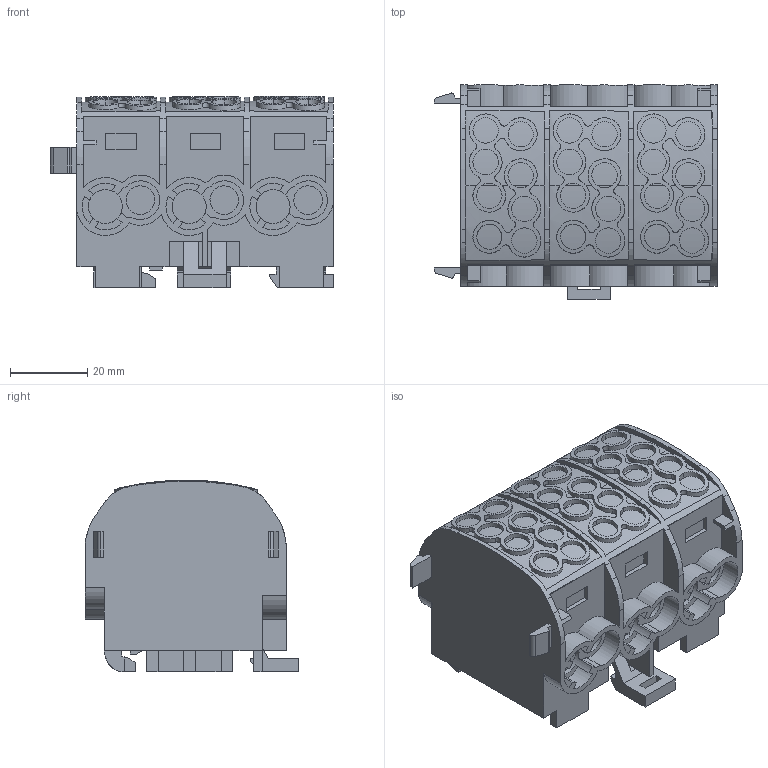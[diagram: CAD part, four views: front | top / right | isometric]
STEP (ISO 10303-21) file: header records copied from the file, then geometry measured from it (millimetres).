
FILE_DESCRIPTION(('CATIA V5 STEP Exchange','CAx-IF Rec.Pracs.--- Model Styling and Organization---1.2---2011-12-15'),'2;1');
FILE_NAME ('7878442_2', '2017-03-02T12:06:36+00:00', ('none'), ('Weidmueller'), 'CATIA Version 5-6 Release 2014', 'CATIA V5 STEP AP214', 'none');
FILE_SCHEMA(('AUTOMOTIVE_DESIGN { 1 0 10303 214 1 1 1 1 }'));
Length unit declared in the file: millimetre
Products named in the file (1): 1561740000_WPD_302_2x35-2x25_3xGY
Bounding box: 73.15 x 55.25 x 49.52 mm (x, y, z)
Volume: 115086.8 mm3; surface area: 42152.9 mm2
Topology: 4 solids, 4 shells, 681 faces, 1938 edges, 1299 vertices
Faces by surface type: plane 365, cylinder 230, extrusion 84, bspline 2
Entity records: 23682 total; most frequent: CARTESIAN_POINT 7627, ORIENTED_EDGE 3876, DIRECTION 2367, EDGE_CURVE 1905, VECTOR 1302, VERTEX_POINT 1275, LINE 1218, EDGE_LOOP 739
